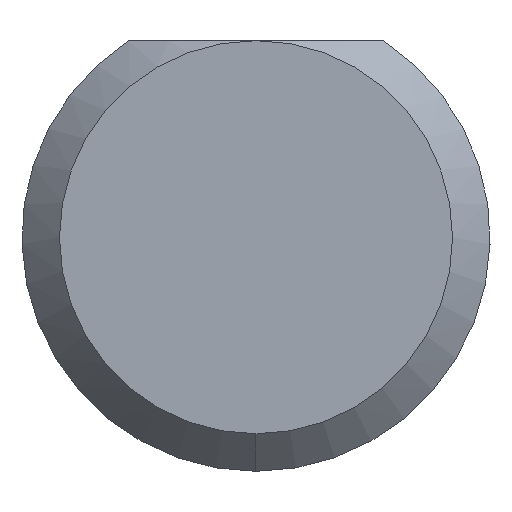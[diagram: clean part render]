
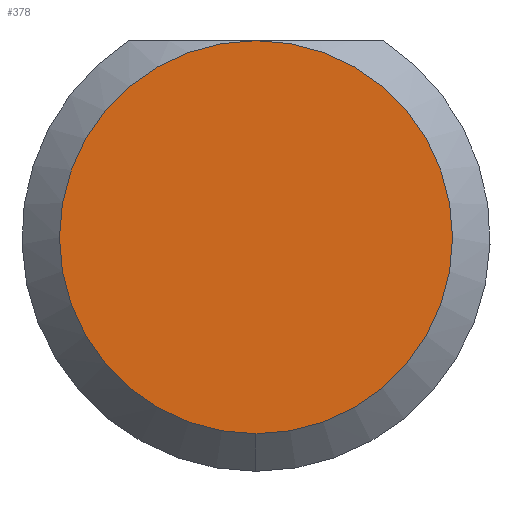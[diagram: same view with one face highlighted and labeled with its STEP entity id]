
A CAD part, left-side view. The second image highlights one B-rep face of the part: STEP entity #378.
In plain terms, the highlighted planar face has unit normal (-1, 0, 0).
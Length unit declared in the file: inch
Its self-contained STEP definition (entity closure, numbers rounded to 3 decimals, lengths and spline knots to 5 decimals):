
#19 = ORIENTED_EDGE ( 'NONE', *, *, #171, .T. ) ;
#27 = VERTEX_POINT ( 'NONE', #541 ) ;
#66 = CARTESIAN_POINT ( 'NONE',  ( 0., 0., 0. ) ) ;
#120 = DIRECTION ( 'NONE',  ( 0., 0., -1. ) ) ;
#131 = AXIS2_PLACEMENT_3D ( 'NONE', #368, #223, #120 ) ;
#171 = EDGE_CURVE ( 'NONE', #293, #27, #220, .T. ) ;
#220 = CIRCLE ( 'NONE', #460, 0.05235 ) ;
#223 = DIRECTION ( 'NONE',  ( -1., 0., 0. ) ) ;
#267 = DIRECTION ( 'NONE',  ( 0., 0., -1. ) ) ;
#271 = DIRECTION ( 'NONE',  ( 1., 0., 0. ) ) ;
#276 = AXIS2_PLACEMENT_3D ( 'NONE', #66, #271, #267 ) ;
#293 = VERTEX_POINT ( 'NONE', #642 ) ;
#368 = CARTESIAN_POINT ( 'NONE',  ( 0., 0., 0. ) ) ;
#376 = DIRECTION ( 'NONE',  ( 0., 0., -1. ) ) ;
#378 = ADVANCED_FACE ( 'NONE', ( #472 ), #469, .F. ) ;
#404 = EDGE_LOOP ( 'NONE', ( #560, #19 ) ) ;
#448 = CARTESIAN_POINT ( 'NONE',  ( 0., 0., 0. ) ) ;
#451 = EDGE_CURVE ( 'NONE', #27, #293, #590, .T. ) ;
#460 = AXIS2_PLACEMENT_3D ( 'NONE', #448, #624, #376 ) ;
#469 = PLANE ( 'NONE',  #276 ) ;
#472 = FACE_OUTER_BOUND ( 'NONE', #404, .T. ) ;
#541 = CARTESIAN_POINT ( 'NONE',  ( 0., 0., 0.05235 ) ) ;
#560 = ORIENTED_EDGE ( 'NONE', *, *, #451, .T. ) ;
#590 = CIRCLE ( 'NONE', #131, 0.05235 ) ;
#624 = DIRECTION ( 'NONE',  ( -1., 0., 0. ) ) ;
#642 = CARTESIAN_POINT ( 'NONE',  ( 0., 0., -0.05235 ) ) ;
